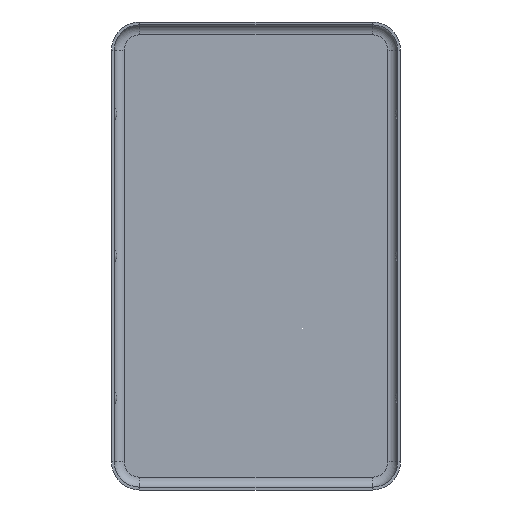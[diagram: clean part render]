
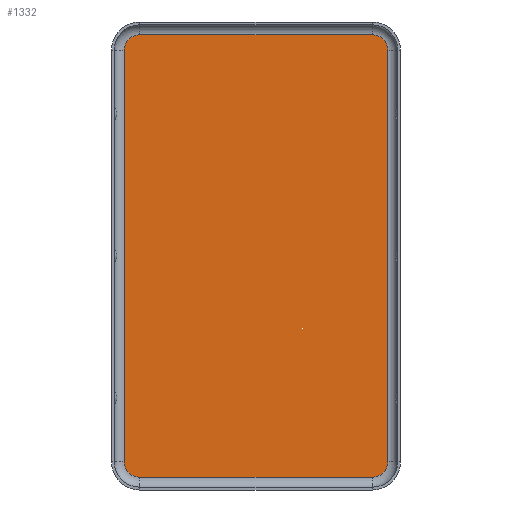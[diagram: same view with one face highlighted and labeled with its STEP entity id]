
A CAD part, front view. The second image highlights one B-rep face of the part: STEP entity #1332.
In plain terms, the highlighted planar face has unit normal (0, -1, 0).
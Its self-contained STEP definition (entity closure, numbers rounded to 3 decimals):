
#12 = VERTEX_POINT ( 'NONE', #598 ) ;
#13 = EDGE_CURVE ( 'NONE', #12, #646, #1159, .T. ) ;
#16 = ORIENTED_EDGE ( 'NONE', *, *, #1715, .T. ) ;
#29 = FACE_OUTER_BOUND ( 'NONE', #1180, .T. ) ;
#37 = CARTESIAN_POINT ( 'NONE',  ( 8.2, 0., -14.5 ) ) ;
#43 = VECTOR ( 'NONE', #667, 1000. ) ;
#47 = CARTESIAN_POINT ( 'NONE',  ( 8.2, 0., -15.6 ) ) ;
#130 = DIRECTION ( 'NONE',  ( 0., 0., -1. ) ) ;
#151 = DIRECTION ( 'NONE',  ( 0., 0., 1. ) ) ;
#177 = EDGE_CURVE ( 'NONE', #1661, #923, #1049, .T. ) ;
#244 = DIRECTION ( 'NONE',  ( 0., 0., -1. ) ) ;
#353 = ORIENTED_EDGE ( 'NONE', *, *, #13, .F. ) ;
#357 = DIRECTION ( 'NONE',  ( 0., -1., 0. ) ) ;
#367 = CARTESIAN_POINT ( 'NONE',  ( 8.2, 0., 14.5 ) ) ;
#368 = EDGE_CURVE ( 'NONE', #1506, #646, #657, .T. ) ;
#392 = EDGE_CURVE ( 'NONE', #1661, #1506, #715, .T. ) ;
#441 = ORIENTED_EDGE ( 'NONE', *, *, #177, .F. ) ;
#484 = AXIS2_PLACEMENT_3D ( 'NONE', #1203, #1513, #244 ) ;
#505 = CARTESIAN_POINT ( 'NONE',  ( -8.2, 0., -15.6 ) ) ;
#512 = CARTESIAN_POINT ( 'NONE',  ( 8.2, 0., -14.5 ) ) ;
#575 = AXIS2_PLACEMENT_3D ( 'NONE', #367, #357, #1212 ) ;
#577 = CARTESIAN_POINT ( 'NONE',  ( -9.3, 0., 0. ) ) ;
#598 = CARTESIAN_POINT ( 'NONE',  ( 8.2, 0., -15.6 ) ) ;
#640 = CARTESIAN_POINT ( 'NONE',  ( 9.3, 0., 0. ) ) ;
#646 = VERTEX_POINT ( 'NONE', #505 ) ;
#647 = CARTESIAN_POINT ( 'NONE',  ( 8.2, 0., 15.6 ) ) ;
#657 = CIRCLE ( 'NONE', #836, 1.1 ) ;
#662 = CARTESIAN_POINT ( 'NONE',  ( -9.3, 0., -14.5 ) ) ;
#667 = DIRECTION ( 'NONE',  ( -1., 0., 0. ) ) ;
#676 = EDGE_CURVE ( 'NONE', #1704, #1597, #929, .T. ) ;
#706 = CARTESIAN_POINT ( 'NONE',  ( -8.2, 0., -14.5 ) ) ;
#715 = LINE ( 'NONE', #577, #1815 ) ;
#728 = CARTESIAN_POINT ( 'NONE',  ( 9.3, 0., -14.5 ) ) ;
#757 = DIRECTION ( 'NONE',  ( 0., 0., -1. ) ) ;
#768 = VECTOR ( 'NONE', #1726, 1000. ) ;
#810 = CARTESIAN_POINT ( 'NONE',  ( -9.3, 0., 14.5 ) ) ;
#836 = AXIS2_PLACEMENT_3D ( 'NONE', #706, #1692, #151 ) ;
#868 = CARTESIAN_POINT ( 'NONE',  ( 8.2, 0., 15.6 ) ) ;
#876 = CIRCLE ( 'NONE', #575, 1.1 ) ;
#923 = VERTEX_POINT ( 'NONE', #1433 ) ;
#929 = LINE ( 'NONE', #640, #1155 ) ;
#947 = CARTESIAN_POINT ( 'NONE',  ( 9.3, 0., 14.5 ) ) ;
#994 = AXIS2_PLACEMENT_3D ( 'NONE', #37, #1178, #757 ) ;
#1049 = CIRCLE ( 'NONE', #484, 1.1 ) ;
#1113 = EDGE_CURVE ( 'NONE', #1597, #12, #1588, .T. ) ;
#1128 = ORIENTED_EDGE ( 'NONE', *, *, #1391, .T. ) ;
#1155 = VECTOR ( 'NONE', #1210, 1000. ) ;
#1159 = LINE ( 'NONE', #47, #768 ) ;
#1178 = DIRECTION ( 'NONE',  ( 0., -1., 0. ) ) ;
#1180 = EDGE_LOOP ( 'NONE', ( #353, #1314, #1241, #1128, #16, #441, #1431, #1655 ) ) ;
#1203 = CARTESIAN_POINT ( 'NONE',  ( -8.2, 0., 14.5 ) ) ;
#1210 = DIRECTION ( 'NONE',  ( 0., 0., -1. ) ) ;
#1212 = DIRECTION ( 'NONE',  ( 0., 0., -1. ) ) ;
#1241 = ORIENTED_EDGE ( 'NONE', *, *, #676, .F. ) ;
#1314 = ORIENTED_EDGE ( 'NONE', *, *, #1113, .F. ) ;
#1332 = ADVANCED_FACE ( 'NONE', ( #29 ), #1735, .T. ) ;
#1391 = EDGE_CURVE ( 'NONE', #1704, #1578, #876, .T. ) ;
#1431 = ORIENTED_EDGE ( 'NONE', *, *, #392, .T. ) ;
#1433 = CARTESIAN_POINT ( 'NONE',  ( -8.2, 0., 15.6 ) ) ;
#1506 = VERTEX_POINT ( 'NONE', #662 ) ;
#1513 = DIRECTION ( 'NONE',  ( 0., 1., 0. ) ) ;
#1527 = LINE ( 'NONE', #647, #43 ) ;
#1531 = AXIS2_PLACEMENT_3D ( 'NONE', #512, #1577, #1567 ) ;
#1567 = DIRECTION ( 'NONE',  ( 0., 0., 1. ) ) ;
#1577 = DIRECTION ( 'NONE',  ( 0., 1., 0. ) ) ;
#1578 = VERTEX_POINT ( 'NONE', #868 ) ;
#1588 = CIRCLE ( 'NONE', #1531, 1.1 ) ;
#1597 = VERTEX_POINT ( 'NONE', #728 ) ;
#1655 = ORIENTED_EDGE ( 'NONE', *, *, #368, .T. ) ;
#1661 = VERTEX_POINT ( 'NONE', #810 ) ;
#1692 = DIRECTION ( 'NONE',  ( 0., -1., 0. ) ) ;
#1704 = VERTEX_POINT ( 'NONE', #947 ) ;
#1715 = EDGE_CURVE ( 'NONE', #1578, #923, #1527, .T. ) ;
#1726 = DIRECTION ( 'NONE',  ( -1., 0., 0. ) ) ;
#1735 = PLANE ( 'NONE',  #994 ) ;
#1815 = VECTOR ( 'NONE', #130, 1000. ) ;
